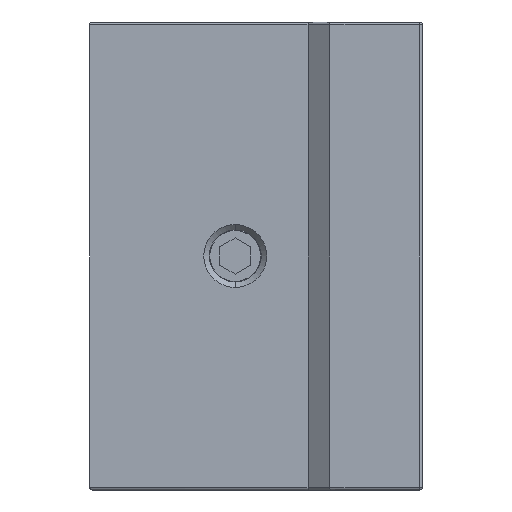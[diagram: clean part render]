
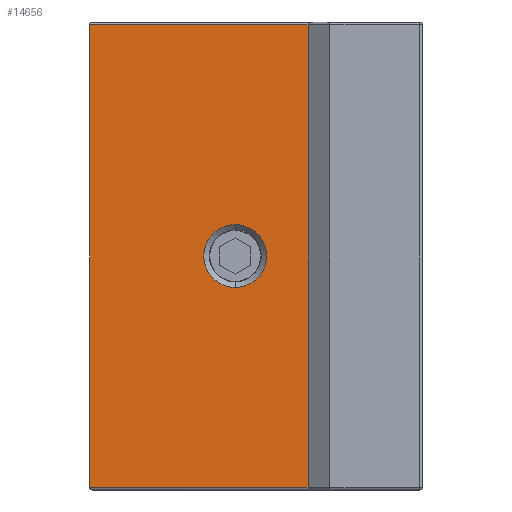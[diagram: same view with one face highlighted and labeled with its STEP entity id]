
A CAD part, left-side view. The second image highlights one B-rep face of the part: STEP entity #14656.
In plain terms, the highlighted planar face has unit normal (-1, 0, 0).
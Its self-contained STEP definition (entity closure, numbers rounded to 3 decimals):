
#409 = AXIS2_PLACEMENT_3D ( 'NONE', #14717, #6265, #16102 ) ;
#698 = ORIENTED_EDGE ( 'NONE', *, *, #4414, .F. ) ;
#1374 = EDGE_CURVE ( 'NONE', #14086, #7154, #18161, .T. ) ;
#1706 = EDGE_LOOP ( 'NONE', ( #11676, #698 ) ) ;
#2312 = CARTESIAN_POINT ( 'NONE',  ( -21., -2., 0. ) ) ;
#2376 = DIRECTION ( 'NONE',  ( -1., 0., 0. ) ) ;
#2405 = DIRECTION ( 'NONE',  ( 0., 1., 0. ) ) ;
#2808 = CARTESIAN_POINT ( 'NONE',  ( -21., -9., 22.5 ) ) ;
#3717 = DIRECTION ( 'NONE',  ( 0., 0., 1. ) ) ;
#3728 = VERTEX_POINT ( 'NONE', #8888 ) ;
#4014 = CARTESIAN_POINT ( 'NONE',  ( -21., 12., 22.5 ) ) ;
#4225 = VECTOR ( 'NONE', #2405, 1000. ) ;
#4414 = EDGE_CURVE ( 'NONE', #8795, #3728, #5400, .T. ) ;
#4957 = ORIENTED_EDGE ( 'NONE', *, *, #1374, .T. ) ;
#5016 = CARTESIAN_POINT ( 'NONE',  ( -21., 12., -22.25 ) ) ;
#5222 = EDGE_CURVE ( 'NONE', #3728, #8795, #15118, .T. ) ;
#5400 = CIRCLE ( 'NONE', #9018, 3.025 ) ;
#5821 = EDGE_LOOP ( 'NONE', ( #16799, #4957, #15738, #6345 ) ) ;
#5827 = CARTESIAN_POINT ( 'NONE',  ( -21., -9., -22.25 ) ) ;
#6061 = FACE_BOUND ( 'NONE', #1706, .T. ) ;
#6265 = DIRECTION ( 'NONE',  ( 1., 0., 0. ) ) ;
#6345 = ORIENTED_EDGE ( 'NONE', *, *, #11868, .T. ) ;
#6606 = CARTESIAN_POINT ( 'NONE',  ( -21., 12., 22.25 ) ) ;
#6849 = CARTESIAN_POINT ( 'NONE',  ( -21., 12., 22.25 ) ) ;
#7154 = VERTEX_POINT ( 'NONE', #5827 ) ;
#8039 = VECTOR ( 'NONE', #12777, 1000. ) ;
#8295 = DIRECTION ( 'NONE',  ( 0., 0., -1. ) ) ;
#8492 = LINE ( 'NONE', #2808, #8039 ) ;
#8795 = VERTEX_POINT ( 'NONE', #15838 ) ;
#8888 = CARTESIAN_POINT ( 'NONE',  ( -21., -2., 3.025 ) ) ;
#9018 = AXIS2_PLACEMENT_3D ( 'NONE', #10816, #2376, #12220 ) ;
#9715 = VERTEX_POINT ( 'NONE', #11747 ) ;
#9841 = FACE_OUTER_BOUND ( 'NONE', #5821, .T. ) ;
#10184 = LINE ( 'NONE', #6606, #4225 ) ;
#10816 = CARTESIAN_POINT ( 'NONE',  ( -21., -2., 0. ) ) ;
#10903 = VERTEX_POINT ( 'NONE', #6849 ) ;
#11676 = ORIENTED_EDGE ( 'NONE', *, *, #5222, .F. ) ;
#11747 = CARTESIAN_POINT ( 'NONE',  ( -21., -9., 22.25 ) ) ;
#11866 = PLANE ( 'NONE',  #409 ) ;
#11868 = EDGE_CURVE ( 'NONE', #9715, #10903, #10184, .T. ) ;
#12147 = DIRECTION ( 'NONE',  ( -1., 0., 0. ) ) ;
#12220 = DIRECTION ( 'NONE',  ( 0., 0., 1. ) ) ;
#12485 = VECTOR ( 'NONE', #8295, 1000. ) ;
#12777 = DIRECTION ( 'NONE',  ( 0., 0., -1. ) ) ;
#14086 = VERTEX_POINT ( 'NONE', #5016 ) ;
#14452 = VECTOR ( 'NONE', #17930, 1000. ) ;
#14656 = ADVANCED_FACE ( 'NONE', ( #6061, #9841 ), #11866, .F. ) ;
#14717 = CARTESIAN_POINT ( 'NONE',  ( -21., 12., 22.5 ) ) ;
#15068 = CARTESIAN_POINT ( 'NONE',  ( -21., -9., -22.25 ) ) ;
#15118 = CIRCLE ( 'NONE', #16083, 3.025 ) ;
#15738 = ORIENTED_EDGE ( 'NONE', *, *, #15760, .F. ) ;
#15760 = EDGE_CURVE ( 'NONE', #9715, #7154, #8492, .T. ) ;
#15838 = CARTESIAN_POINT ( 'NONE',  ( -21., -2., -3.025 ) ) ;
#16083 = AXIS2_PLACEMENT_3D ( 'NONE', #2312, #12147, #3717 ) ;
#16102 = DIRECTION ( 'NONE',  ( 0., 1., 0. ) ) ;
#16186 = LINE ( 'NONE', #4014, #12485 ) ;
#16799 = ORIENTED_EDGE ( 'NONE', *, *, #16882, .T. ) ;
#16882 = EDGE_CURVE ( 'NONE', #10903, #14086, #16186, .T. ) ;
#17930 = DIRECTION ( 'NONE',  ( 0., -1., 0. ) ) ;
#18161 = LINE ( 'NONE', #15068, #14452 ) ;
